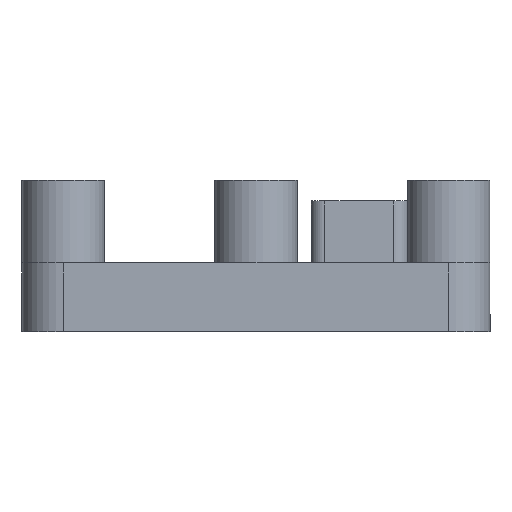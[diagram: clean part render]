
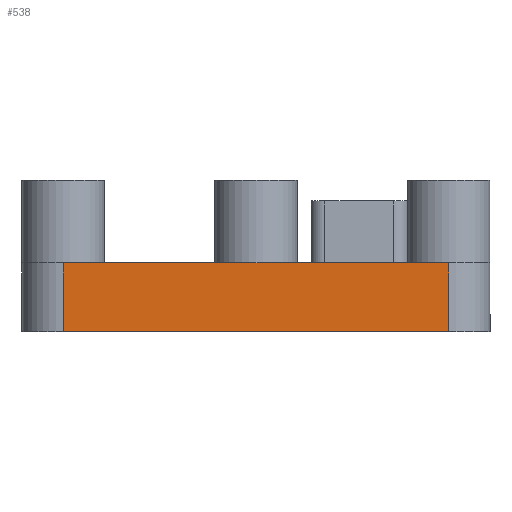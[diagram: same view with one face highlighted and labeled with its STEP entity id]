
A CAD part, front view. The second image highlights one B-rep face of the part: STEP entity #538.
In plain terms, the highlighted planar face has unit normal (0, -1, 0).
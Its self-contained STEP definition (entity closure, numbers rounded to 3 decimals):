
#10 = CARTESIAN_POINT ( 'NONE',  ( 31., 0., 5. ) ) ;
#11 = VECTOR ( 'NONE', #705, 1000. ) ;
#51 = ORIENTED_EDGE ( 'NONE', *, *, #884, .F. ) ;
#59 = VERTEX_POINT ( 'NONE', #419 ) ;
#61 = VERTEX_POINT ( 'NONE', #10 ) ;
#83 = EDGE_CURVE ( 'NONE', #873, #61, #262, .T. ) ;
#166 = VECTOR ( 'NONE', #1012, 1000. ) ;
#182 = CARTESIAN_POINT ( 'NONE',  ( 3., 0., 5. ) ) ;
#236 = VERTEX_POINT ( 'NONE', #247 ) ;
#247 = CARTESIAN_POINT ( 'NONE',  ( 31., 0., 0. ) ) ;
#252 = AXIS2_PLACEMENT_3D ( 'NONE', #1028, #712, #693 ) ;
#262 = LINE ( 'NONE', #414, #648 ) ;
#283 = DIRECTION ( 'NONE',  ( 1., 0., 0. ) ) ;
#284 = ORIENTED_EDGE ( 'NONE', *, *, #744, .T. ) ;
#321 = CARTESIAN_POINT ( 'NONE',  ( 17., 0., 5. ) ) ;
#378 = FACE_OUTER_BOUND ( 'NONE', #380, .T. ) ;
#380 = EDGE_LOOP ( 'NONE', ( #1017, #933, #745, #51, #284 ) ) ;
#414 = CARTESIAN_POINT ( 'NONE',  ( 3., 0., 5. ) ) ;
#419 = CARTESIAN_POINT ( 'NONE',  ( 3., 0., 0. ) ) ;
#441 = LINE ( 'NONE', #1007, #1024 ) ;
#452 = LINE ( 'NONE', #874, #11 ) ;
#538 = ADVANCED_FACE ( 'NONE', ( #378 ), #698, .F. ) ;
#571 = EDGE_CURVE ( 'NONE', #61, #236, #452, .T. ) ;
#620 = CARTESIAN_POINT ( 'NONE',  ( 3., 0., 5. ) ) ;
#636 = LINE ( 'NONE', #620, #816 ) ;
#648 = VECTOR ( 'NONE', #822, 1000. ) ;
#677 = CARTESIAN_POINT ( 'NONE',  ( 3., 0., 5. ) ) ;
#693 = DIRECTION ( 'NONE',  ( 0., 0., 1. ) ) ;
#694 = EDGE_CURVE ( 'NONE', #59, #236, #441, .T. ) ;
#698 = PLANE ( 'NONE',  #252 ) ;
#705 = DIRECTION ( 'NONE',  ( 0., 0., -1. ) ) ;
#712 = DIRECTION ( 'NONE',  ( 0., 1., 0. ) ) ;
#744 = EDGE_CURVE ( 'NONE', #990, #59, #919, .T. ) ;
#745 = ORIENTED_EDGE ( 'NONE', *, *, #83, .F. ) ;
#816 = VECTOR ( 'NONE', #961, 1000. ) ;
#822 = DIRECTION ( 'NONE',  ( 1., 0., 0. ) ) ;
#873 = VERTEX_POINT ( 'NONE', #321 ) ;
#874 = CARTESIAN_POINT ( 'NONE',  ( 31., 0., 5. ) ) ;
#884 = EDGE_CURVE ( 'NONE', #990, #873, #636, .T. ) ;
#919 = LINE ( 'NONE', #677, #166 ) ;
#933 = ORIENTED_EDGE ( 'NONE', *, *, #571, .F. ) ;
#961 = DIRECTION ( 'NONE',  ( 1., 0., 0. ) ) ;
#990 = VERTEX_POINT ( 'NONE', #182 ) ;
#1007 = CARTESIAN_POINT ( 'NONE',  ( 3., 0., 0. ) ) ;
#1012 = DIRECTION ( 'NONE',  ( 0., 0., -1. ) ) ;
#1017 = ORIENTED_EDGE ( 'NONE', *, *, #694, .T. ) ;
#1024 = VECTOR ( 'NONE', #283, 1000. ) ;
#1028 = CARTESIAN_POINT ( 'NONE',  ( 3., 0., 5. ) ) ;
